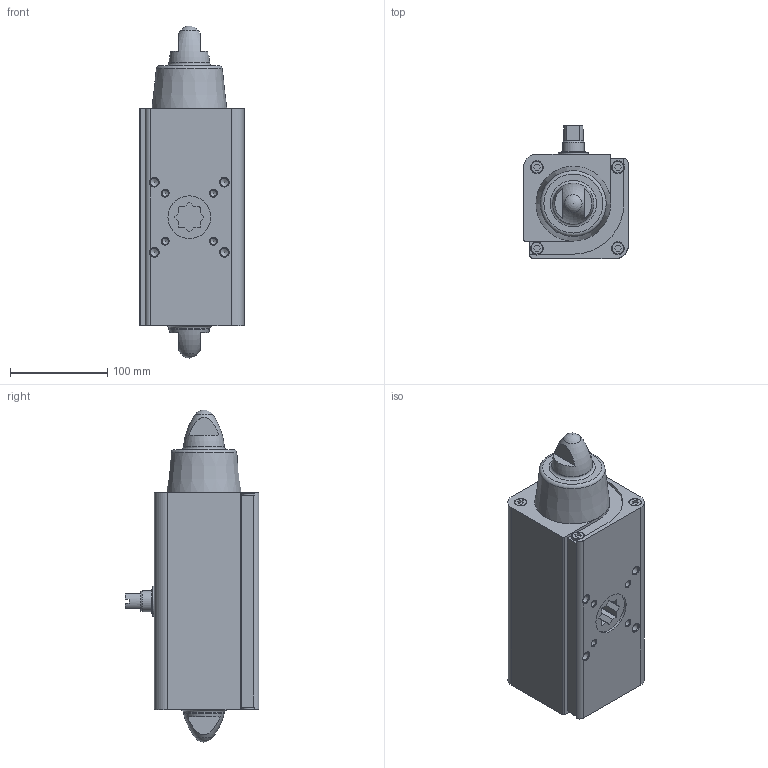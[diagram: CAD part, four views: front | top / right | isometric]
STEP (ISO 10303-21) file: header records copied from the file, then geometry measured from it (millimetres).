
FILE_DESCRIPTION(/* description */ ('STEP AP214'),/* implementation_level */ '2;1');
FILE_NAME(/* name */ '533439_DAPS-0090-090-RS1-F0710',/* time_stamp */ '2024-08-13T16:07:57+02:00',/* author */ ('License CC BY-ND 4.0'),/* organization */ ('CADENAS'),/* preprocessor_version */ 'ST-DEVELOPER v19.3',/* originating_system */ 'PARTsolutions',/* authorisation */ ' ');
FILE_SCHEMA (('AUTOMOTIVE_DESIGN {1 0 10303 214 3 1 1}'));
Length unit declared in the file: millimetre
Products named in the file (3): 533439 DAPS-0090-090-RS1-F0710---0; 533439 DAPS-0090-090-RS1-F0710---(1); 533439 DAPS-0090-090-RS1-F0710---(2)
Assembly tree (2 placements, depth 2):
  533439 DAPS-0090-090-RS1-F0710---0
    533439 DAPS-0090-090-RS1-F0710---(1)
    533439 DAPS-0090-090-RS1-F0710---(2)
Bounding box: 107.5 x 137.5 x 341.8 mm (x, y, z)
Volume: 2732037.8 mm3; surface area: 167095.1 mm2
Topology: 2 solids, 2 shells, 254 faces, 640 edges, 410 vertices
Faces by surface type: plane 137, cylinder 59, cone 41, torus 15, sphere 2
Full cylindrical faces by diameter (mm): 4.134 x8, 4.917 x1, 6.647 x4, 8.376 x4, 8.566 x2, 13 x8, 22 x1, 25.1 x1, 31 x2, 44 x2
Entity records: 6924 total; most frequent: CARTESIAN_POINT 1225, DIRECTION 1186, ORIENTED_EDGE 1008, EDGE_CURVE 504, AXIS2_PLACEMENT_3D 435, FACE_BOUND 388, VERTEX_POINT 386, EDGE_LOOP 369
